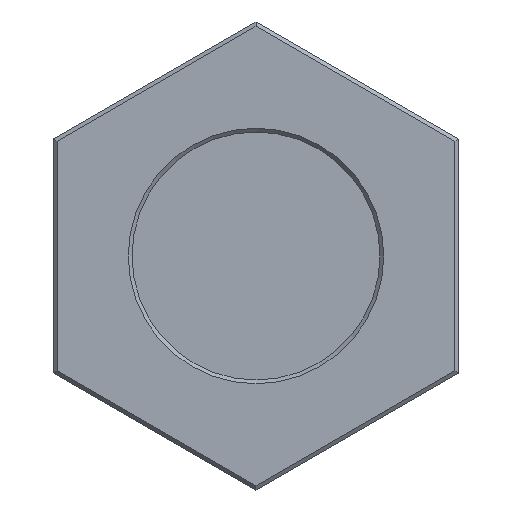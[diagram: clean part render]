
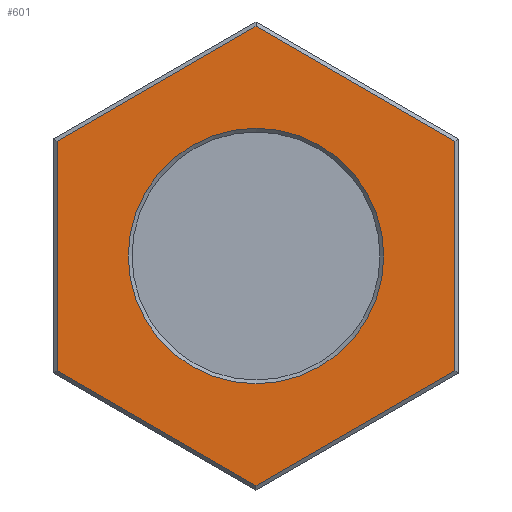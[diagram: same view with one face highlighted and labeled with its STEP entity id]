
A CAD part, front view. The second image highlights one B-rep face of the part: STEP entity #601.
In plain terms, the highlighted planar face has unit normal (0, -1, 0).
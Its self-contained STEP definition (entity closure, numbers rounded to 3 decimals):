
#46=LINE('',#842,#88);
#47=LINE('',#845,#89);
#48=LINE('',#847,#90);
#49=LINE('',#849,#91);
#50=LINE('',#851,#92);
#51=LINE('',#853,#93);
#88=VECTOR('',#719,1000.);
#89=VECTOR('',#720,1000.);
#90=VECTOR('',#721,1000.);
#91=VECTOR('',#722,1000.);
#92=VECTOR('',#723,1000.);
#93=VECTOR('',#724,1000.);
#113=PLANE('',#639);
#163=ORIENTED_EDGE('',*,*,#257,.T.);
#164=ORIENTED_EDGE('',*,*,#258,.T.);
#165=ORIENTED_EDGE('',*,*,#259,.T.);
#166=ORIENTED_EDGE('',*,*,#260,.T.);
#167=ORIENTED_EDGE('',*,*,#261,.T.);
#168=ORIENTED_EDGE('',*,*,#262,.T.);
#169=ORIENTED_EDGE('',*,*,#263,.T.);
#257=EDGE_CURVE('',#301,#301,#315,.T.);
#258=EDGE_CURVE('',#302,#303,#46,.T.);
#259=EDGE_CURVE('',#303,#304,#47,.T.);
#260=EDGE_CURVE('',#304,#305,#48,.T.);
#261=EDGE_CURVE('',#305,#306,#49,.T.);
#262=EDGE_CURVE('',#306,#307,#50,.T.);
#263=EDGE_CURVE('',#307,#302,#51,.T.);
#301=VERTEX_POINT('',#841);
#302=VERTEX_POINT('',#843);
#303=VERTEX_POINT('',#844);
#304=VERTEX_POINT('',#846);
#305=VERTEX_POINT('',#848);
#306=VERTEX_POINT('',#850);
#307=VERTEX_POINT('',#852);
#315=CIRCLE('',#640,4.413);
#330=EDGE_LOOP('',(#163));
#331=EDGE_LOOP('',(#164,#165,#166,#167,#168,#169));
#366=FACE_BOUND('',#330,.T.);
#367=FACE_BOUND('',#331,.T.);
#601=ADVANCED_FACE('',(#366,#367),#113,.F.);
#639=AXIS2_PLACEMENT_3D('',#839,#715,#716);
#640=AXIS2_PLACEMENT_3D('',#840,#717,#718);
#715=DIRECTION('',(0.,1.,0.));
#716=DIRECTION('',(0.,0.,1.));
#717=DIRECTION('',(0.,1.,0.));
#718=DIRECTION('',(0.,0.,1.));
#719=DIRECTION('',(-0.866,0.,-0.5));
#720=DIRECTION('',(0.,0.,-1.));
#721=DIRECTION('',(0.866,0.,-0.5));
#722=DIRECTION('',(0.866,0.,0.5));
#723=DIRECTION('',(0.,0.,1.));
#724=DIRECTION('',(-0.866,0.,0.5));
#839=CARTESIAN_POINT('',(0.,0.,0.));
#840=CARTESIAN_POINT('',(0.,0.,0.));
#841=CARTESIAN_POINT('',(0.,0.,4.413));
#842=CARTESIAN_POINT('',(-3.435,0.,5.95));
#843=CARTESIAN_POINT('',(0.,0.,7.933));
#844=CARTESIAN_POINT('',(-6.87,0.,3.966));
#845=CARTESIAN_POINT('',(-6.87,0.,0.));
#846=CARTESIAN_POINT('',(-6.87,0.,-3.966));
#847=CARTESIAN_POINT('',(-3.435,0.,-5.95));
#848=CARTESIAN_POINT('',(0.,0.,-7.933));
#849=CARTESIAN_POINT('',(3.435,0.,-5.95));
#850=CARTESIAN_POINT('',(6.87,0.,-3.966));
#851=CARTESIAN_POINT('',(6.87,0.,0.));
#852=CARTESIAN_POINT('',(6.87,0.,3.966));
#853=CARTESIAN_POINT('',(3.435,0.,5.95));
